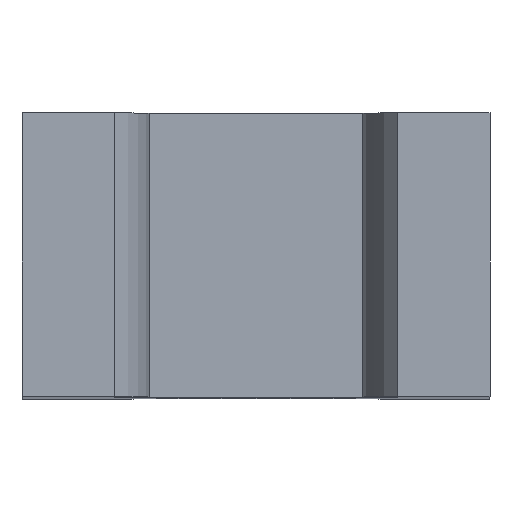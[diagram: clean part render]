
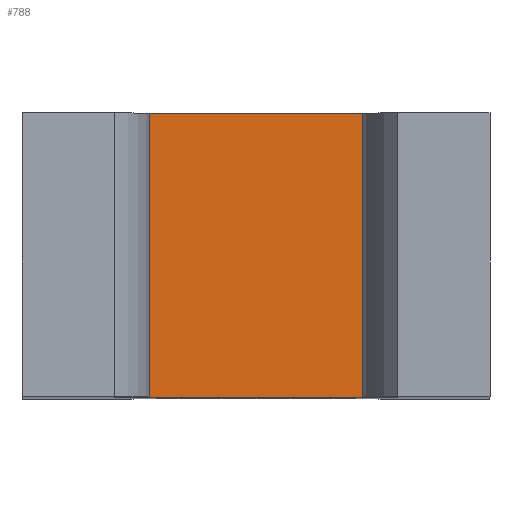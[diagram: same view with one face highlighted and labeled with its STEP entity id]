
A CAD part, top view. The second image highlights one B-rep face of the part: STEP entity #788.
In plain terms, the highlighted planar face has unit normal (0, 0, 1).
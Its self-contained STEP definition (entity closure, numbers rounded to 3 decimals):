
#17 = EDGE_CURVE ( 'NONE', #214, #763, #282, .T. ) ;
#28 = ORIENTED_EDGE ( 'NONE', *, *, #487, .T. ) ;
#34 = VERTEX_POINT ( 'NONE', #538 ) ;
#38 = DIRECTION ( 'NONE',  ( 0., -1., 0. ) ) ;
#130 = CARTESIAN_POINT ( 'NONE',  ( 3., 3., 10. ) ) ;
#146 = CARTESIAN_POINT ( 'NONE',  ( 0., 3., 10. ) ) ;
#193 = VECTOR ( 'NONE', #38, 1000. ) ;
#200 = DIRECTION ( 'NONE',  ( 0., -1., 0. ) ) ;
#202 = FACE_OUTER_BOUND ( 'NONE', #563, .T. ) ;
#214 = VERTEX_POINT ( 'NONE', #444 ) ;
#227 = CARTESIAN_POINT ( 'NONE',  ( 0., -3., 10. ) ) ;
#269 = EDGE_CURVE ( 'NONE', #543, #763, #760, .T. ) ;
#282 = LINE ( 'NONE', #227, #461 ) ;
#291 = LINE ( 'NONE', #351, #540 ) ;
#294 = CARTESIAN_POINT ( 'NONE',  ( 3., 3., 10. ) ) ;
#351 = CARTESIAN_POINT ( 'NONE',  ( 0., 3., 10. ) ) ;
#400 = AXIS2_PLACEMENT_3D ( 'NONE', #146, #713, #405 ) ;
#403 = ORIENTED_EDGE ( 'NONE', *, *, #509, .F. ) ;
#405 = DIRECTION ( 'NONE',  ( -1., 0., 0. ) ) ;
#413 = VECTOR ( 'NONE', #200, 1000. ) ;
#421 = LINE ( 'NONE', #660, #193 ) ;
#444 = CARTESIAN_POINT ( 'NONE',  ( -3., -3., 10. ) ) ;
#450 = ORIENTED_EDGE ( 'NONE', *, *, #269, .F. ) ;
#461 = VECTOR ( 'NONE', #790, 1000. ) ;
#464 = PLANE ( 'NONE',  #400 ) ;
#487 = EDGE_CURVE ( 'NONE', #34, #214, #421, .T. ) ;
#509 = EDGE_CURVE ( 'NONE', #34, #543, #291, .T. ) ;
#538 = CARTESIAN_POINT ( 'NONE',  ( -3., 3., 10. ) ) ;
#540 = VECTOR ( 'NONE', #607, 1000. ) ;
#543 = VERTEX_POINT ( 'NONE', #294 ) ;
#563 = EDGE_LOOP ( 'NONE', ( #697, #450, #403, #28 ) ) ;
#607 = DIRECTION ( 'NONE',  ( 1., 0., 0. ) ) ;
#660 = CARTESIAN_POINT ( 'NONE',  ( -3., 3., 10. ) ) ;
#697 = ORIENTED_EDGE ( 'NONE', *, *, #17, .T. ) ;
#713 = DIRECTION ( 'NONE',  ( 0., 0., -1. ) ) ;
#760 = LINE ( 'NONE', #130, #413 ) ;
#763 = VERTEX_POINT ( 'NONE', #773 ) ;
#773 = CARTESIAN_POINT ( 'NONE',  ( 3., -3., 10. ) ) ;
#788 = ADVANCED_FACE ( 'NONE', ( #202 ), #464, .F. ) ;
#790 = DIRECTION ( 'NONE',  ( 1., 0., 0. ) ) ;
